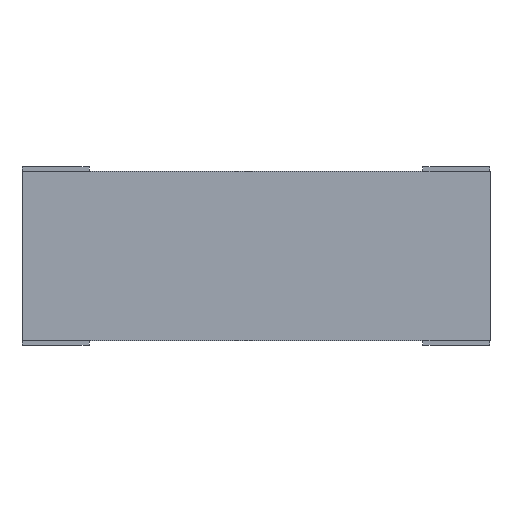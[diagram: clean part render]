
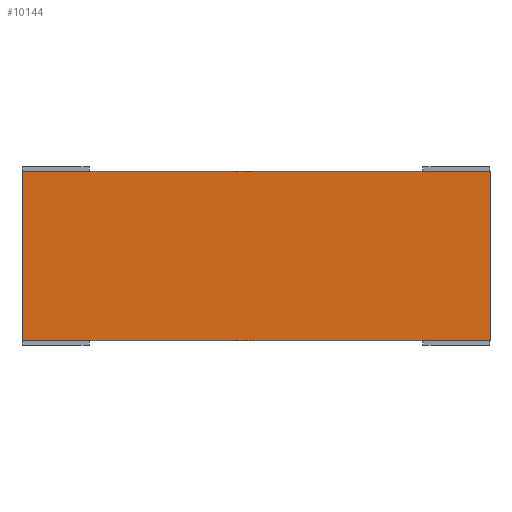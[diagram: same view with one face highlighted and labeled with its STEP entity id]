
A CAD part, front view. The second image highlights one B-rep face of the part: STEP entity #10144.
In plain terms, the highlighted planar face has unit normal (0, -1, 0).
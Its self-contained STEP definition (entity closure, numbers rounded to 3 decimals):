
#3 = VECTOR ( 'NONE', #5549, 1000. ) ;
#827 = VECTOR ( 'NONE', #8701, 1000. ) ;
#1073 = LINE ( 'NONE', #6211, #1657 ) ;
#1295 = VERTEX_POINT ( 'NONE', #2603 ) ;
#1403 = EDGE_CURVE ( 'NONE', #3405, #1295, #1073, .T. ) ;
#1657 = VECTOR ( 'NONE', #12033, 1000. ) ;
#2318 = VERTEX_POINT ( 'NONE', #7131 ) ;
#2448 = DIRECTION ( 'NONE',  ( 0., 1., 0. ) ) ;
#2603 = CARTESIAN_POINT ( 'NONE',  ( 1.05, -0.7, 0.02 ) ) ;
#2650 = EDGE_CURVE ( 'NONE', #2318, #1295, #3677, .T. ) ;
#2749 = AXIS2_PLACEMENT_3D ( 'NONE', #8275, #2448, #10912 ) ;
#3405 = VERTEX_POINT ( 'NONE', #5313 ) ;
#3677 = LINE ( 'NONE', #5861, #3850 ) ;
#3850 = VECTOR ( 'NONE', #8374, 1000. ) ;
#4834 = EDGE_LOOP ( 'NONE', ( #6145, #5493, #10373, #7581 ) ) ;
#5313 = CARTESIAN_POINT ( 'NONE',  ( -1.05, -0.7, 0.02 ) ) ;
#5493 = ORIENTED_EDGE ( 'NONE', *, *, #2650, .F. ) ;
#5549 = DIRECTION ( 'NONE',  ( 0., 0., -1. ) ) ;
#5861 = CARTESIAN_POINT ( 'NONE',  ( 1.05, -0.7, 0.78 ) ) ;
#6145 = ORIENTED_EDGE ( 'NONE', *, *, #1403, .T. ) ;
#6211 = CARTESIAN_POINT ( 'NONE',  ( -1.05, -0.7, 0.02 ) ) ;
#6355 = CARTESIAN_POINT ( 'NONE',  ( -1.05, -0.7, 0.78 ) ) ;
#6715 = FACE_OUTER_BOUND ( 'NONE', #4834, .T. ) ;
#7131 = CARTESIAN_POINT ( 'NONE',  ( 1.05, -0.7, 0.78 ) ) ;
#7581 = ORIENTED_EDGE ( 'NONE', *, *, #14251, .T. ) ;
#8275 = CARTESIAN_POINT ( 'NONE',  ( -1.05, -0.7, 0.78 ) ) ;
#8374 = DIRECTION ( 'NONE',  ( 0., 0., -1. ) ) ;
#8701 = DIRECTION ( 'NONE',  ( 1., 0., 0. ) ) ;
#10144 = ADVANCED_FACE ( 'NONE', ( #6715 ), #13805, .F. ) ;
#10373 = ORIENTED_EDGE ( 'NONE', *, *, #10624, .F. ) ;
#10624 = EDGE_CURVE ( 'NONE', #14990, #2318, #12167, .T. ) ;
#10912 = DIRECTION ( 'NONE',  ( 0., 0., 1. ) ) ;
#11290 = CARTESIAN_POINT ( 'NONE',  ( -1.05, -0.7, 0.78 ) ) ;
#11615 = LINE ( 'NONE', #11290, #3 ) ;
#12033 = DIRECTION ( 'NONE',  ( 1., 0., 0. ) ) ;
#12167 = LINE ( 'NONE', #6355, #827 ) ;
#13318 = CARTESIAN_POINT ( 'NONE',  ( -1.05, -0.7, 0.78 ) ) ;
#13805 = PLANE ( 'NONE',  #2749 ) ;
#14251 = EDGE_CURVE ( 'NONE', #14990, #3405, #11615, .T. ) ;
#14990 = VERTEX_POINT ( 'NONE', #13318 ) ;
